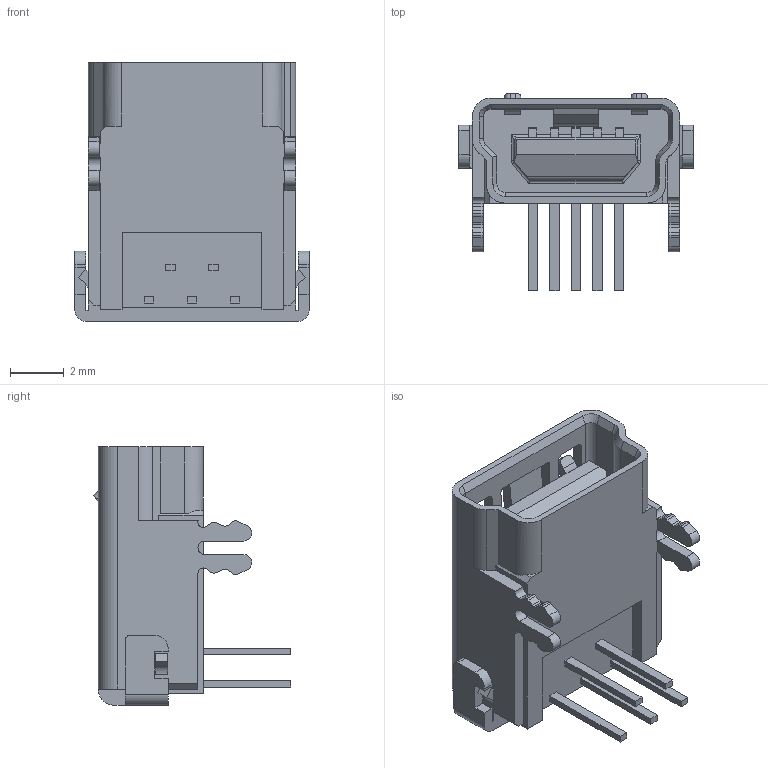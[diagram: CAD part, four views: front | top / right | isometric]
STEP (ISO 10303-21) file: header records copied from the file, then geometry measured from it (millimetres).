
FILE_DESCRIPTION(('STEP AP203'),'1');
FILE_NAME('1-1734510-1.stp','2024-10-23T00:47:09',('TraceParts'),('TraceParts S.A.'),'Spatial InterOp 3D',' ',' ');
FILE_SCHEMA(('CONFIG_CONTROL_DESIGN'));
Length unit declared in the file: millimetre
Products named in the file (1): 1
Bounding box: 8.7 x 7.34 x 9.6 mm (x, y, z)
Volume: 190.7 mm3; surface area: 492.3 mm2
Topology: 1 solids, 1 shells, 319 faces, 876 edges, 571 vertices
Faces by surface type: plane 205, cylinder 103, cone 7, bspline 2, torus 2
Entity records: 10280 total; most frequent: CARTESIAN_POINT 1982, ORIENTED_EDGE 1748, DIRECTION 1696, EDGE_CURVE 874, LINE 646, VECTOR 646, VERTEX_POINT 571, AXIS2_PLACEMENT_3D 525
